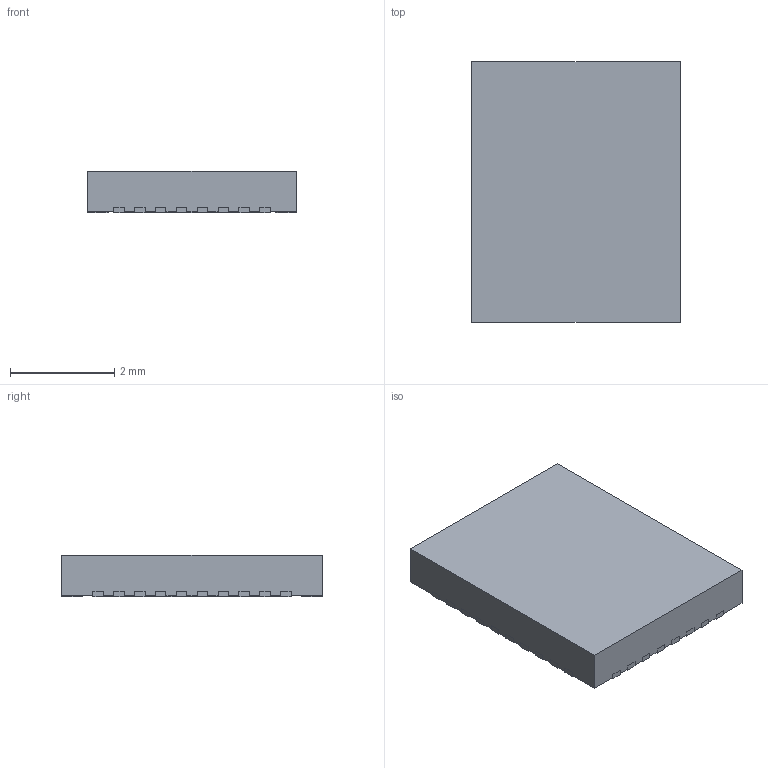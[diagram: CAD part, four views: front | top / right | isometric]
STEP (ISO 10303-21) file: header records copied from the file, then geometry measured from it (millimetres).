
FILE_DESCRIPTION((''),'2;1');
FILE_NAME('REE0036A_ASM','2021-04-29T14:43:32',('a0414801'),(''),'CREO PARAMETRIC BY PTC INC, 2018500','CREO PARAMETRIC BY PTC INC, 2018500','');
FILE_SCHEMA(('AUTOMOTIVE_DESIGN { 1 0 10303 214 1 1 1 1 }'));
Length unit declared in the file: millimetre
Products named in the file (3): BODY-QFN; FRAME-REE0036A; REE0036A_ASM
Assembly tree (2 placements, depth 2):
  REE0036A_ASM
    BODY-QFN
    FRAME-REE0036A
Bounding box: 4 x 5 x 0.8 mm (x, y, z)
Volume: 15.8 mm3; surface area: 95.5 mm2
Topology: 38 solids, 38 shells, 405 faces, 978 edges, 652 vertices
Faces by surface type: plane 333, cylinder 72
Entity records: 15263 total; most frequent: CARTESIAN_POINT 2047, ORIENTED_EDGE 1956, DIRECTION 1942, PRESENTATION_STYLE_ASSIGNMENT 1053, STYLED_ITEM 1017, CURVE_STYLE 978, EDGE_CURVE 978, VECTOR 834
